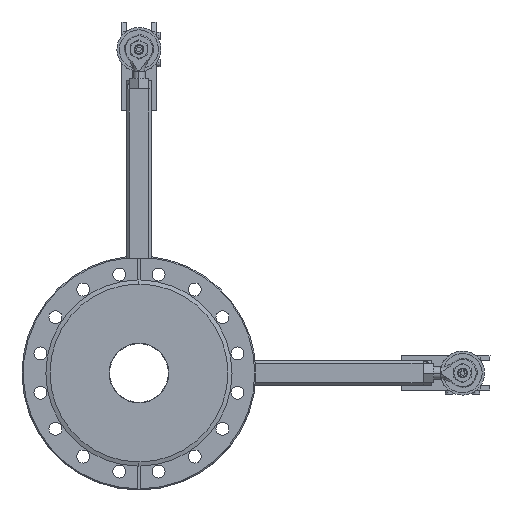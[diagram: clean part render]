
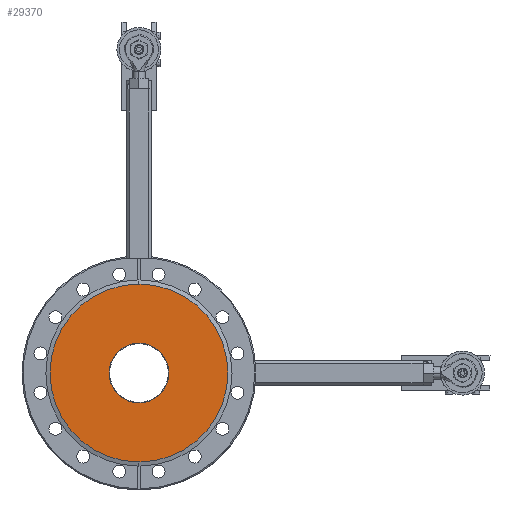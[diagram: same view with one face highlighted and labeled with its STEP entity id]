
A CAD part, front view. The second image highlights one B-rep face of the part: STEP entity #29370.
In plain terms, the highlighted planar face has unit normal (0, -1, 0).
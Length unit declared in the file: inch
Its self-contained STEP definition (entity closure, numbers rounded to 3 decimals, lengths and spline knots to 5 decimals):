
#6952 = CIRCLE ( 'NONE', #41887, 0.76 ) ;
#10719 = CARTESIAN_POINT ( 'NONE',  ( 0., 0.086, 2.27 ) ) ;
#10887 = CARTESIAN_POINT ( 'NONE',  ( 0.76, 0.086, 0. ) ) ;
#10922 = CARTESIAN_POINT ( 'NONE',  ( -0.76, 0.086, 0. ) ) ;
#10958 = CARTESIAN_POINT ( 'NONE',  ( 0., 0.086, -2.27 ) ) ;
#12889 = CARTESIAN_POINT ( 'NONE',  ( 0., 0.086, 0. ) ) ;
#12898 = DIRECTION ( 'NONE',  ( 0., -1., 0. ) ) ;
#12899 = DIRECTION ( 'NONE',  ( 0., 0., 1. ) ) ;
#16322 = CIRCLE ( 'NONE', #24171, 2.27 ) ;
#17096 = EDGE_LOOP ( 'NONE', ( #41636, #41713 ) ) ;
#17108 = EDGE_LOOP ( 'NONE', ( #41634, #41712 ) ) ;
#17890 = CARTESIAN_POINT ( 'NONE',  ( 0., 0.086, -2.27 ) ) ;
#17891 = PLANE ( 'NONE',  #24228 ) ;
#17900 = DIRECTION ( 'NONE',  ( 0., -1., 0. ) ) ;
#17901 = DIRECTION ( 'NONE',  ( 0., 0., 1. ) ) ;
#23233 = CARTESIAN_POINT ( 'NONE',  ( 0., 0.086, 0. ) ) ;
#23235 = DIRECTION ( 'NONE',  ( 0., 1., 0. ) ) ;
#23236 = DIRECTION ( 'NONE',  ( 0., 0., 1. ) ) ;
#24171 = AXIS2_PLACEMENT_3D ( 'NONE', #12889, #12898, #12899 ) ;
#24228 = AXIS2_PLACEMENT_3D ( 'NONE', #17890, #17900, #17901 ) ;
#28158 = CARTESIAN_POINT ( 'NONE',  ( 0., 0.086, 0. ) ) ;
#28176 = DIRECTION ( 'NONE',  ( 0., 1., 0. ) ) ;
#28178 = DIRECTION ( 'NONE',  ( 0., 0., 1. ) ) ;
#29370 = ADVANCED_FACE ( 'NONE', ( #36268, #36294 ), #17891, .T. ) ;
#32808 = VERTEX_POINT ( 'NONE', #10719 ) ;
#33050 = VERTEX_POINT ( 'NONE', #10887 ) ;
#33099 = VERTEX_POINT ( 'NONE', #10922 ) ;
#33158 = VERTEX_POINT ( 'NONE', #10958 ) ;
#33850 = CIRCLE ( 'NONE', #41960, 0.76 ) ;
#33987 = CIRCLE ( 'NONE', #41799, 2.27 ) ;
#36268 = FACE_BOUND ( 'NONE', #17108, .T. ) ;
#36294 = FACE_OUTER_BOUND ( 'NONE', #17096, .T. ) ;
#39302 = EDGE_CURVE ( 'NONE', #32808, #33158, #16322, .T. ) ;
#40225 = EDGE_CURVE ( 'NONE', #33099, #33050, #6952, .T. ) ;
#40544 = EDGE_CURVE ( 'NONE', #33050, #33099, #33850, .T. ) ;
#40614 = EDGE_CURVE ( 'NONE', #33158, #32808, #33987, .T. ) ;
#41634 = ORIENTED_EDGE ( 'NONE', *, *, #40544, .T. ) ;
#41636 = ORIENTED_EDGE ( 'NONE', *, *, #39302, .T. ) ;
#41712 = ORIENTED_EDGE ( 'NONE', *, *, #40225, .T. ) ;
#41713 = ORIENTED_EDGE ( 'NONE', *, *, #40614, .T. ) ;
#41799 = AXIS2_PLACEMENT_3D ( 'NONE', #41983, #41989, #41990 ) ;
#41887 = AXIS2_PLACEMENT_3D ( 'NONE', #28158, #28176, #28178 ) ;
#41960 = AXIS2_PLACEMENT_3D ( 'NONE', #23233, #23235, #23236 ) ;
#41983 = CARTESIAN_POINT ( 'NONE',  ( 0., 0.086, 0. ) ) ;
#41989 = DIRECTION ( 'NONE',  ( 0., -1., 0. ) ) ;
#41990 = DIRECTION ( 'NONE',  ( 0., 0., 1. ) ) ;
